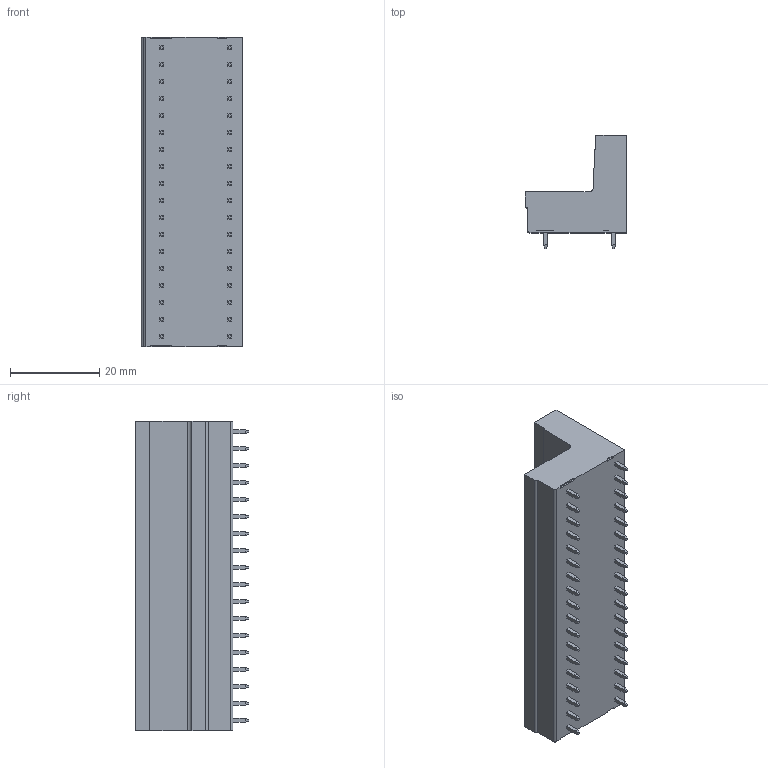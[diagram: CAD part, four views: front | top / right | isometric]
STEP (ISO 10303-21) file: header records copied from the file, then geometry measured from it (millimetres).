
FILE_DESCRIPTION((''),'2;1');
FILE_NAME('TLPHDC-105V-1','2024-09-19T16:13:08',('sheji109'),(''),'CREO PARAMETRIC BY PTC INC, 2018100','CREO PARAMETRIC BY PTC INC, 2018100','');
FILE_SCHEMA(('CONFIG_CONTROL_DESIGN'));
Products named in the file (1): TLPHDC-105V-1
Bounding box: 22.7 x 25.4 x 69.37 mm (x, y, z)
Volume: 16160.7 mm3; surface area: 16504.2 mm2
Topology: 1 solids, 18 shells, 2414 faces, 6225 edges, 3974 vertices
Faces by surface type: plane 2195, cylinder 165, cone 36, sphere 18
Entity records: 71973 total; most frequent: CARTESIAN_POINT 13205, ORIENTED_EDGE 12414, DIRECTION 11388, EDGE_CURVE 6207, VECTOR 5572, LINE 5572, VERTEX_POINT 3974, AXIS2_PLACEMENT_3D 2908
